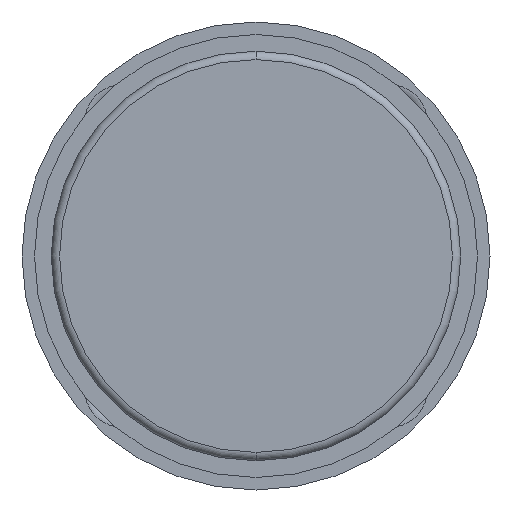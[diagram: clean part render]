
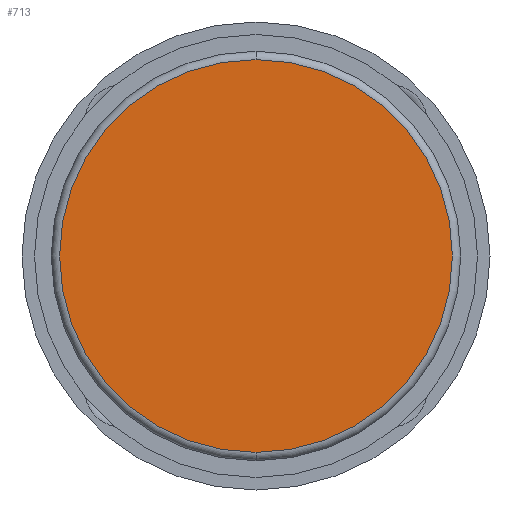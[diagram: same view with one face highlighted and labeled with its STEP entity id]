
A CAD part, front view. The second image highlights one B-rep face of the part: STEP entity #713.
In plain terms, the highlighted planar face has unit normal (0, -1, 0).
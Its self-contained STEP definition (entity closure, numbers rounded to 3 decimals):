
#27 = PLANE ( 'NONE',  #539 ) ;
#34 = CIRCLE ( 'NONE', #650, 23.5 ) ;
#147 = AXIS2_PLACEMENT_3D ( 'NONE', #664, #242, #840 ) ;
#180 = FACE_OUTER_BOUND ( 'NONE', #581, .T. ) ;
#242 = DIRECTION ( 'NONE',  ( 0., -1., 0. ) ) ;
#327 = CARTESIAN_POINT ( 'NONE',  ( 24.5, -100., 0. ) ) ;
#374 = VERTEX_POINT ( 'NONE', #577 ) ;
#412 = DIRECTION ( 'NONE',  ( 0., 0., -1. ) ) ;
#418 = EDGE_CURVE ( 'NONE', #787, #374, #908, .T. ) ;
#539 = AXIS2_PLACEMENT_3D ( 'NONE', #327, #633, #412 ) ;
#547 = EDGE_CURVE ( 'NONE', #374, #787, #34, .T. ) ;
#577 = CARTESIAN_POINT ( 'NONE',  ( 0., -100., -23.5 ) ) ;
#578 = ORIENTED_EDGE ( 'NONE', *, *, #418, .T. ) ;
#581 = EDGE_LOOP ( 'NONE', ( #961, #578 ) ) ;
#595 = CARTESIAN_POINT ( 'NONE',  ( 0., -100., 0. ) ) ;
#624 = DIRECTION ( 'NONE',  ( 0., 0., -1. ) ) ;
#633 = DIRECTION ( 'NONE',  ( 0., -1., 0. ) ) ;
#650 = AXIS2_PLACEMENT_3D ( 'NONE', #595, #853, #624 ) ;
#664 = CARTESIAN_POINT ( 'NONE',  ( 0., -100., 0. ) ) ;
#713 = ADVANCED_FACE ( 'NONE', ( #180 ), #27, .T. ) ;
#738 = CARTESIAN_POINT ( 'NONE',  ( 0., -100., 23.5 ) ) ;
#787 = VERTEX_POINT ( 'NONE', #738 ) ;
#840 = DIRECTION ( 'NONE',  ( 0., 0., -1. ) ) ;
#853 = DIRECTION ( 'NONE',  ( 0., -1., 0. ) ) ;
#908 = CIRCLE ( 'NONE', #147, 23.5 ) ;
#961 = ORIENTED_EDGE ( 'NONE', *, *, #547, .T. ) ;
